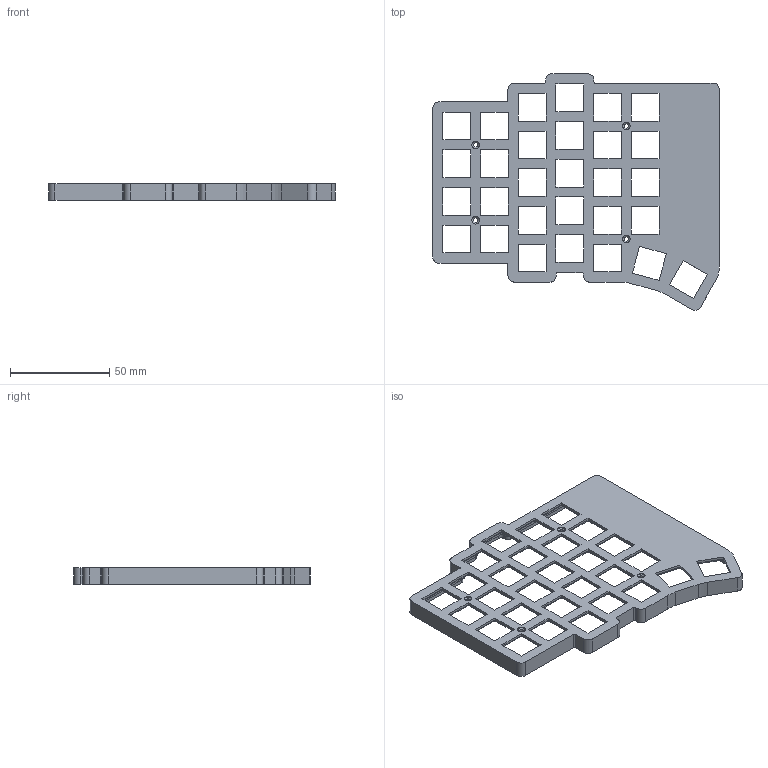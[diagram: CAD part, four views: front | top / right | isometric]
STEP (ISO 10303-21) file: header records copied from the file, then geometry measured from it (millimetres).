
FILE_DESCRIPTION(('FreeCAD Model'),'2;1');
FILE_NAME('Open CASCADE Shape Model','2025-09-25T15:25:10',(''),(''), 'Open CASCADE STEP processor 7.8','FreeCAD','Unknown');
FILE_SCHEMA(('AUTOMOTIVE_DESIGN { 1 0 10303 214 1 1 1 1 }'));
Length unit declared in the file: millimetre
Products named in the file (1): Top-Left
Bounding box: 144.65 x 119.38 x 8.3 mm (x, y, z)
Volume: 22183.3 mm3; surface area: 27836.3 mm2
Topology: 1 solids, 1 shells, 545 faces, 1515 edges, 1006 vertices
Faces by surface type: plane 348, cylinder 191, cone 6
Full cylindrical faces by diameter (mm): 2.4 x4, 3.8 x4
Entity records: 17599 total; most frequent: CARTESIAN_POINT 3067, ORIENTED_EDGE 3030, DIRECTION 2997, EDGE_CURVE 1515, LINE 1125, VECTOR 1125, VERTEX_POINT 1006, AXIS2_PLACEMENT_3D 936
